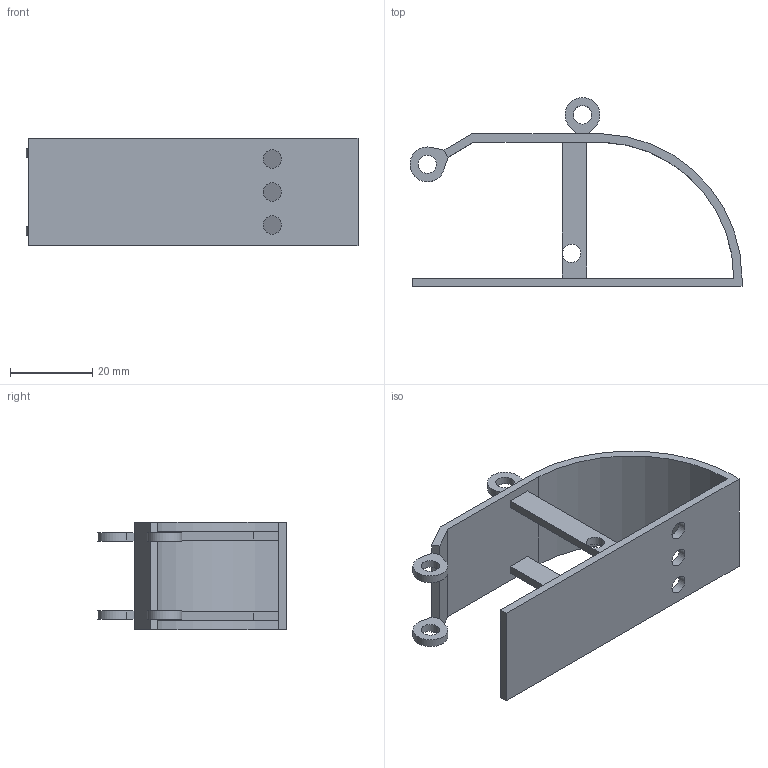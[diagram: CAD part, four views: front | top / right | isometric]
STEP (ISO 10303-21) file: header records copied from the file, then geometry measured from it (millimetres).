
FILE_DESCRIPTION(/* description */ (''),/* implementation_level */ '2;1');
FILE_NAME(/* name */ 'd66006e8-152a-4f2d-8b9b-780cc57e337a.stp',/* time_stamp */ '2015-10-06T16:49:58-05:00',/* author */ (''),/* organization */ (''),/* preprocessor_version */ 'ST-DEVELOPER v16.1',/* originating_system */ 'Autodesk Translation Framework v4.1.0.1560',/* authorisation */ '');
FILE_SCHEMA (('AUTOMOTIVE_DESIGN { 1 0 10303 214 3 1 1 }'));
Length unit declared in the file: centimetre
Products named in the file (1): head-frame-short-mouth-2
Bounding box: 80.64 x 45.85 x 26 mm (x, y, z)
Volume: 9888.8 mm3; surface area: 11326.7 mm2
Topology: 1 solids, 1 shells, 54 faces, 142 edges, 92 vertices
Faces by surface type: plane 39, cylinder 15
Full cylindrical faces by diameter (mm): 4.46 x7
Entity records: 1677 total; most frequent: CARTESIAN_POINT 282, DIRECTION 275, ORIENTED_EDGE 270, EDGE_CURVE 135, LINE 105, VECTOR 105, VERTEX_POINT 92, AXIS2_PLACEMENT_3D 85
